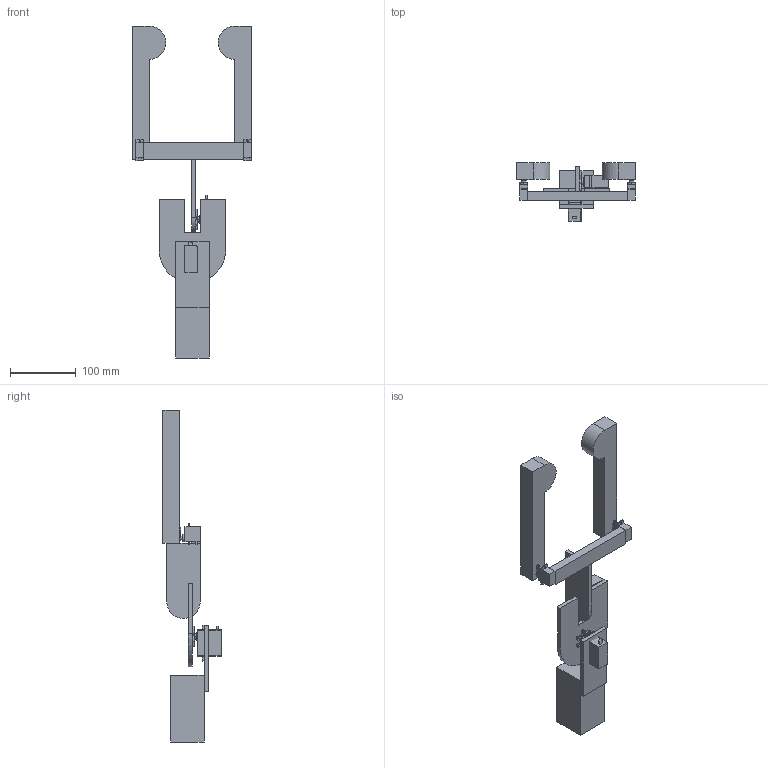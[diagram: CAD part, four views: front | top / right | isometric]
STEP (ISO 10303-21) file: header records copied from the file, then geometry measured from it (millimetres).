
FILE_DESCRIPTION (( 'STEP AP214' ), '1' );
FILE_NAME ('LegoA1.STEP', '2015-10-25T00:42:43', ( '' ), ( '' ), 'SwSTEP 2.0', 'SolidWorks 2015', '' );
FILE_SCHEMA (( 'AUTOMOTIVE_DESIGN' ));
Length unit declared in the file: inch
Products named in the file (9): Micro Servo; lego1e; lego1d; lego1c; Standard Servo; lego1b; lego1; LegoA1; lego1f
Assembly tree (11 placements, depth 2):
  LegoA1
    lego1
    lego1b
    Standard Servo  x2
    lego1c
    lego1d
    lego1e
    Micro Servo  x2
    lego1f  x2
Bounding box: 181.32 x 88.73 x 505.91 mm (x, y, z)
Volume: 836535.1 mm3; surface area: 160653 mm2
Topology: 25 solids, 25 shells, 464 faces, 1202 edges, 800 vertices
Faces by surface type: plane 238, cylinder 218, bspline 8
Entity records: 10926 total; most frequent: DIRECTION 1375, CARTESIAN_POINT 1365, ORIENTED_EDGE 1278, EDGE_CURVE 639, AXIS2_PLACEMENT_3D 484, VERTEX_POINT 426, LINE 407, VECTOR 407
